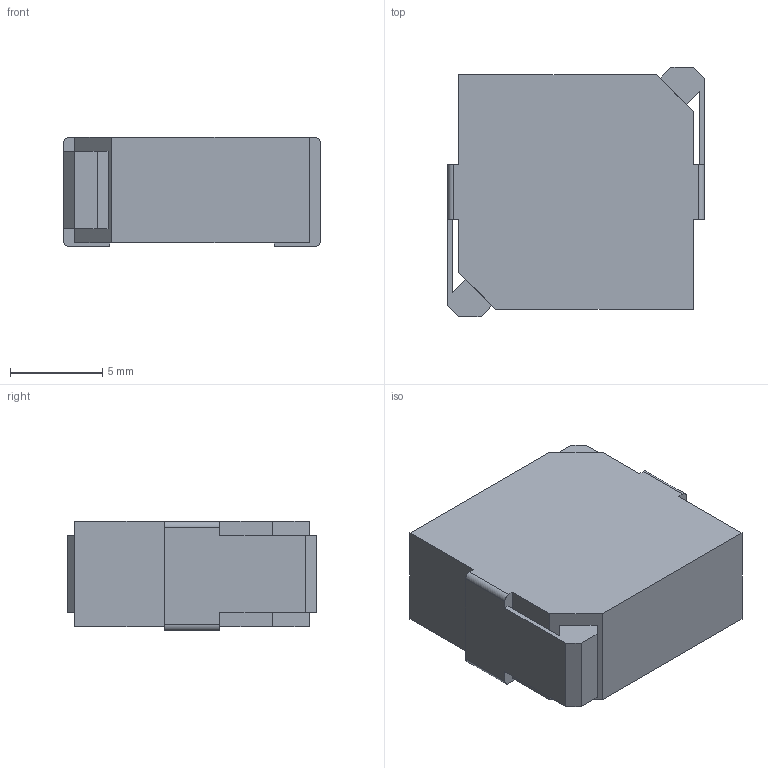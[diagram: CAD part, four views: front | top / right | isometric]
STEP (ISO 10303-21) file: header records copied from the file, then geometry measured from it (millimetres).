
FILE_DESCRIPTION(('FreeCAD Model'),'2;1');
FILE_NAME('Bourns_SRP1250.step', '2017-07-30T11:59:09',('kicad StepUp'),('ksu MCAD'), 'Open CASCADE STEP processor 6.8','FreeCAD','Unknown');
FILE_SCHEMA(('AUTOMOTIVE_DESIGN_CC2 { 1 2 10303 214 -1 1 5 4 }'));
Length unit declared in the file: millimetre
Products named in the file (2): ASSEMBLY; Bourns_SRP1250
Assembly tree (1 placements, depth 2):
  ASSEMBLY
    Bourns_SRP1250
Bounding box: 13.9 x 13.5 x 5.9 mm (x, y, z)
Volume: 953.8 mm3; surface area: 716.4 mm2
Topology: 1 solids, 1 shells, 38 faces, 114 edges, 76 vertices
Faces by surface type: plane 34, cylinder 4
Entity records: 1571 total; most frequent: CARTESIAN_POINT 230, ORIENTED_EDGE 228, DIRECTION 202, EDGE_CURVE 114, LINE 106, VECTOR 106, VERTEX_POINT 76, AXIS2_PLACEMENT_3D 48
